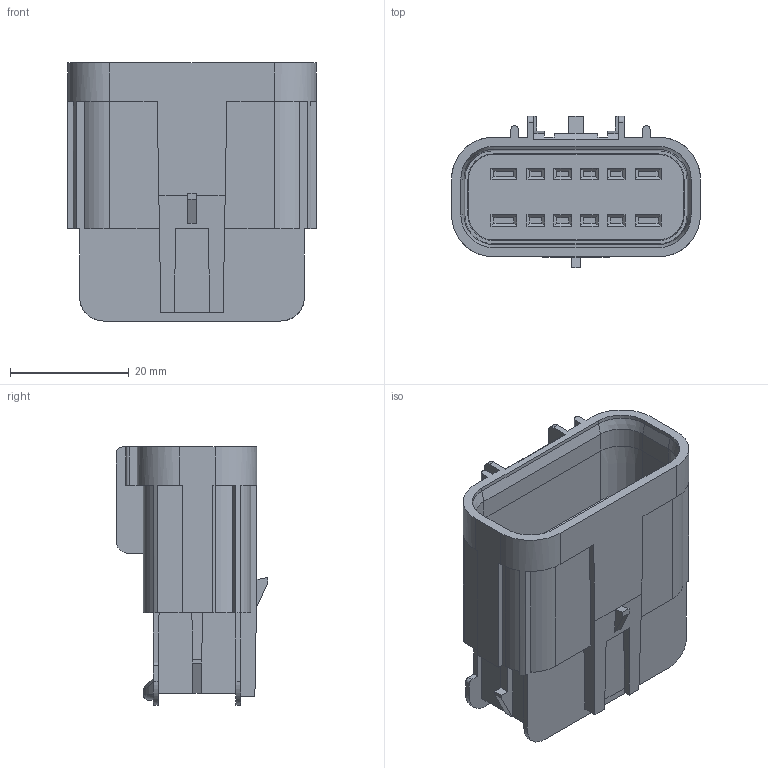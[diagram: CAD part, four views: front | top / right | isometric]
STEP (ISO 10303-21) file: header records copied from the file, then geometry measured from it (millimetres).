
FILE_DESCRIPTION(/* description */ (''),/* implementation_level */ '2;1');
FILE_NAME(/* name */ '15336034-ENV11_06-CONN.stp',/* time_stamp */ '2023-07-06T18:23:15+08:00',/* author */ (''),/* organization */ (''),/* preprocessor_version */ 'ST-DEVELOPER v16',/* originating_system */ 'SIEMENS PLM Software NX 11.0',/* authorisation */ '');
FILE_SCHEMA (('AUTOMOTIVE_DESIGN { 1 0 10303 214 3 1 1 1 }'));
Length unit declared in the file: millimetre
Products named in the file (1): 15336034-ENV11_06-CONN
Bounding box: 41.85 x 25.45 x 43.4 mm (x, y, z)
Volume: 17801.5 mm3; surface area: 11182.3 mm2
Topology: 1 solids, 1 shells, 315 faces, 805 edges, 504 vertices
Faces by surface type: plane 255, cylinder 44, cone 8, sphere 4, torus 2, bspline 2
Entity records: 9374 total; most frequent: CARTESIAN_POINT 1706, ORIENTED_EDGE 1602, DIRECTION 1532, EDGE_CURVE 801, LINE 688, VECTOR 688, VERTEX_POINT 504, AXIS2_PLACEMENT_3D 422
